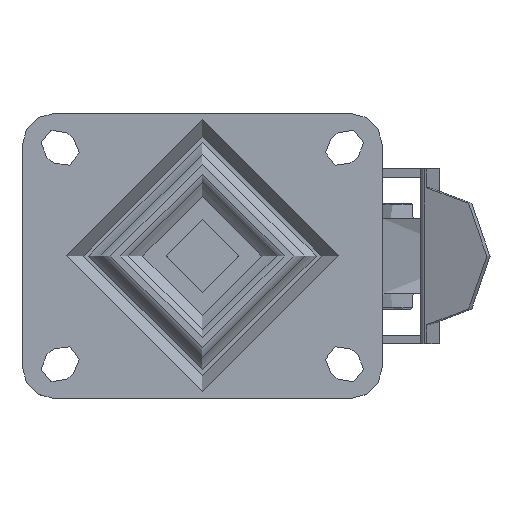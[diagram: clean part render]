
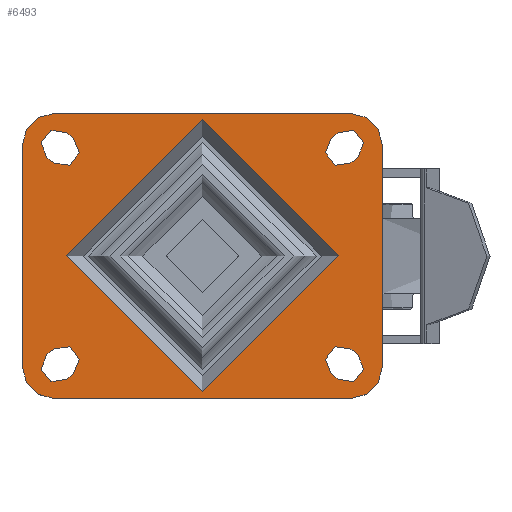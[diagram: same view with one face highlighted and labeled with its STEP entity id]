
A CAD part, top view. The second image highlights one B-rep face of the part: STEP entity #6493.
In plain terms, the highlighted planar face has unit normal (0, 0, 1).
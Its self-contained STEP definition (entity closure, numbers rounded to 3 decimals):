
#446=FACE_BOUND('',#1137,.T.);
#447=FACE_BOUND('',#1138,.T.);
#448=FACE_BOUND('',#1139,.T.);
#449=FACE_BOUND('',#1140,.T.);
#450=FACE_BOUND('',#1141,.T.);
#503=PLANE('',#7059);
#725=FACE_OUTER_BOUND('',#1136,.T.);
#1136=EDGE_LOOP('',(#4465,#4466,#4467,#4468,#4469,#4470,#4471,#4472));
#1137=EDGE_LOOP('',(#4473));
#1138=EDGE_LOOP('',(#4474,#4475,#4476,#4477));
#1139=EDGE_LOOP('',(#4478,#4479,#4480,#4481));
#1140=EDGE_LOOP('',(#4482,#4483,#4484,#4485));
#1141=EDGE_LOOP('',(#4486,#4487,#4488,#4489));
#1583=LINE('',#9795,#2000);
#1585=LINE('',#9803,#2002);
#1586=LINE('',#9808,#2003);
#1587=LINE('',#9812,#2004);
#1588=LINE('',#9814,#2005);
#1589=LINE('',#9815,#2006);
#1590=LINE('',#9816,#2007);
#1591=LINE('',#9817,#2008);
#1592=LINE('',#9818,#2009);
#1593=LINE('',#9819,#2010);
#1594=LINE('',#9820,#2011);
#1595=LINE('',#9821,#2012);
#2000=VECTOR('',#7877,1.);
#2002=VECTOR('',#7887,1.);
#2003=VECTOR('',#7892,1.);
#2004=VECTOR('',#7895,1.);
#2005=VECTOR('',#7898,1.);
#2006=VECTOR('',#7899,1.);
#2007=VECTOR('',#7900,1.);
#2008=VECTOR('',#7901,1.);
#2009=VECTOR('',#7902,1.);
#2010=VECTOR('',#7903,1.);
#2011=VECTOR('',#7904,1.);
#2012=VECTOR('',#7905,1.);
#2395=CIRCLE('',#6982,5.7);
#2396=CIRCLE('',#6984,5.7);
#2398=CIRCLE('',#6987,5.7);
#2401=CIRCLE('',#6991,5.7);
#2403=CIRCLE('',#6994,5.7);
#2404=CIRCLE('',#6996,5.7);
#2407=CIRCLE('',#7000,5.7);
#2408=CIRCLE('',#7002,5.7);
#2425=CIRCLE('',#7025,49.014);
#2445=CIRCLE('',#7060,12.);
#2446=CIRCLE('',#7061,12.);
#2447=CIRCLE('',#7062,12.);
#2448=CIRCLE('',#7063,12.);
#2735=VERTEX_POINT('',#9558);
#2736=VERTEX_POINT('',#9560);
#2737=VERTEX_POINT('',#9564);
#2738=VERTEX_POINT('',#9565);
#2741=VERTEX_POINT('',#9573);
#2742=VERTEX_POINT('',#9574);
#2747=VERTEX_POINT('',#9585);
#2748=VERTEX_POINT('',#9587);
#2751=VERTEX_POINT('',#9594);
#2752=VERTEX_POINT('',#9596);
#2753=VERTEX_POINT('',#9600);
#2754=VERTEX_POINT('',#9601);
#2759=VERTEX_POINT('',#9612);
#2760=VERTEX_POINT('',#9614);
#2761=VERTEX_POINT('',#9618);
#2762=VERTEX_POINT('',#9619);
#2775=VERTEX_POINT('',#9685);
#2792=VERTEX_POINT('',#9792);
#2793=VERTEX_POINT('',#9794);
#2794=VERTEX_POINT('',#9801);
#2795=VERTEX_POINT('',#9802);
#2796=VERTEX_POINT('',#9805);
#2797=VERTEX_POINT('',#9807);
#2798=VERTEX_POINT('',#9809);
#2799=VERTEX_POINT('',#9811);
#3367=EDGE_CURVE('',#2736,#2735,#2395,.T.);
#3369=EDGE_CURVE('',#2737,#2738,#2396,.T.);
#3373=EDGE_CURVE('',#2741,#2742,#2398,.T.);
#3379=EDGE_CURVE('',#2748,#2747,#2401,.T.);
#3383=EDGE_CURVE('',#2751,#2752,#2403,.T.);
#3385=EDGE_CURVE('',#2753,#2754,#2404,.T.);
#3391=EDGE_CURVE('',#2759,#2760,#2407,.T.);
#3393=EDGE_CURVE('',#2761,#2762,#2408,.T.);
#3414=EDGE_CURVE('',#2775,#2775,#2425,.T.);
#3439=EDGE_CURVE('',#2793,#2792,#1583,.T.);
#3441=EDGE_CURVE('',#2794,#2795,#1585,.T.);
#3442=EDGE_CURVE('',#2794,#2793,#2445,.T.);
#3443=EDGE_CURVE('',#2792,#2796,#2446,.T.);
#3444=EDGE_CURVE('',#2797,#2796,#1586,.T.);
#3445=EDGE_CURVE('',#2798,#2797,#2447,.T.);
#3446=EDGE_CURVE('',#2799,#2798,#1587,.T.);
#3447=EDGE_CURVE('',#2795,#2799,#2448,.T.);
#3448=EDGE_CURVE('',#2762,#2759,#1588,.T.);
#3449=EDGE_CURVE('',#2760,#2761,#1589,.T.);
#3450=EDGE_CURVE('',#2752,#2753,#1590,.T.);
#3451=EDGE_CURVE('',#2754,#2751,#1591,.T.);
#3452=EDGE_CURVE('',#2735,#2737,#1592,.T.);
#3453=EDGE_CURVE('',#2738,#2736,#1593,.T.);
#3454=EDGE_CURVE('',#2742,#2748,#1594,.T.);
#3455=EDGE_CURVE('',#2747,#2741,#1595,.T.);
#4465=ORIENTED_EDGE('',*,*,#3441,.F.);
#4466=ORIENTED_EDGE('',*,*,#3442,.T.);
#4467=ORIENTED_EDGE('',*,*,#3439,.T.);
#4468=ORIENTED_EDGE('',*,*,#3443,.T.);
#4469=ORIENTED_EDGE('',*,*,#3444,.F.);
#4470=ORIENTED_EDGE('',*,*,#3445,.F.);
#4471=ORIENTED_EDGE('',*,*,#3446,.F.);
#4472=ORIENTED_EDGE('',*,*,#3447,.F.);
#4473=ORIENTED_EDGE('',*,*,#3414,.F.);
#4474=ORIENTED_EDGE('',*,*,#3391,.F.);
#4475=ORIENTED_EDGE('',*,*,#3448,.F.);
#4476=ORIENTED_EDGE('',*,*,#3393,.F.);
#4477=ORIENTED_EDGE('',*,*,#3449,.F.);
#4478=ORIENTED_EDGE('',*,*,#3385,.F.);
#4479=ORIENTED_EDGE('',*,*,#3450,.F.);
#4480=ORIENTED_EDGE('',*,*,#3383,.F.);
#4481=ORIENTED_EDGE('',*,*,#3451,.F.);
#4482=ORIENTED_EDGE('',*,*,#3367,.T.);
#4483=ORIENTED_EDGE('',*,*,#3452,.T.);
#4484=ORIENTED_EDGE('',*,*,#3369,.T.);
#4485=ORIENTED_EDGE('',*,*,#3453,.T.);
#4486=ORIENTED_EDGE('',*,*,#3373,.T.);
#4487=ORIENTED_EDGE('',*,*,#3454,.T.);
#4488=ORIENTED_EDGE('',*,*,#3379,.T.);
#4489=ORIENTED_EDGE('',*,*,#3455,.T.);
#6493=ADVANCED_FACE('',(#725,#446,#447,#448,#449,#450),#503,.F.);
#6982=AXIS2_PLACEMENT_3D('',#9561,#7707,#7708);
#6984=AXIS2_PLACEMENT_3D('',#9566,#7712,#7713);
#6987=AXIS2_PLACEMENT_3D('',#9575,#7720,#7721);
#6991=AXIS2_PLACEMENT_3D('',#9588,#7731,#7732);
#6994=AXIS2_PLACEMENT_3D('',#9597,#7739,#7740);
#6996=AXIS2_PLACEMENT_3D('',#9602,#7744,#7745);
#7000=AXIS2_PLACEMENT_3D('',#9615,#7755,#7756);
#7002=AXIS2_PLACEMENT_3D('',#9620,#7760,#7761);
#7025=AXIS2_PLACEMENT_3D('',#9687,#7810,#7811);
#7059=AXIS2_PLACEMENT_3D('',#9800,#7885,#7886);
#7060=AXIS2_PLACEMENT_3D('',#9804,#7888,#7889);
#7061=AXIS2_PLACEMENT_3D('',#9806,#7890,#7891);
#7062=AXIS2_PLACEMENT_3D('',#9810,#7893,#7894);
#7063=AXIS2_PLACEMENT_3D('',#9813,#7896,#7897);
#7707=DIRECTION('center_axis',(0.,0.,-1.));
#7708=DIRECTION('ref_axis',(1.,0.,0.));
#7712=DIRECTION('center_axis',(0.,0.,-1.));
#7713=DIRECTION('ref_axis',(1.,0.,0.));
#7720=DIRECTION('center_axis',(0.,0.,-1.));
#7721=DIRECTION('ref_axis',(1.,0.,0.));
#7731=DIRECTION('center_axis',(0.,0.,-1.));
#7732=DIRECTION('ref_axis',(1.,0.,0.));
#7739=DIRECTION('center_axis',(0.,0.,1.));
#7740=DIRECTION('ref_axis',(1.,0.,0.));
#7744=DIRECTION('center_axis',(0.,0.,1.));
#7745=DIRECTION('ref_axis',(1.,0.,0.));
#7755=DIRECTION('center_axis',(0.,0.,1.));
#7756=DIRECTION('ref_axis',(1.,0.,0.));
#7760=DIRECTION('center_axis',(0.,0.,1.));
#7761=DIRECTION('ref_axis',(1.,0.,0.));
#7810=DIRECTION('center_axis',(0.,0.,1.));
#7811=DIRECTION('ref_axis',(-1.,0.,0.));
#7877=DIRECTION('',(1.,0.,0.));
#7885=DIRECTION('center_axis',(0.,0.,-1.));
#7886=DIRECTION('ref_axis',(0.,-1.,0.));
#7887=DIRECTION('',(0.,1.,0.));
#7888=DIRECTION('center_axis',(0.,0.,1.));
#7889=DIRECTION('ref_axis',(1.,0.,0.));
#7890=DIRECTION('center_axis',(0.,0.,1.));
#7891=DIRECTION('ref_axis',(1.,0.,0.));
#7892=DIRECTION('',(0.,-1.,0.));
#7893=DIRECTION('center_axis',(0.,0.,-1.));
#7894=DIRECTION('ref_axis',(1.,0.,0.));
#7895=DIRECTION('',(1.,0.,0.));
#7896=DIRECTION('center_axis',(0.,0.,-1.));
#7897=DIRECTION('ref_axis',(1.,0.,0.));
#7898=DIRECTION('',(-0.781,-0.625,0.));
#7899=DIRECTION('',(0.781,0.625,0.));
#7900=DIRECTION('',(0.781,-0.625,0.));
#7901=DIRECTION('',(-0.781,0.625,0.));
#7902=DIRECTION('',(0.781,-0.625,0.));
#7903=DIRECTION('',(-0.781,0.625,0.));
#7904=DIRECTION('',(-0.781,-0.625,0.));
#7905=DIRECTION('',(0.781,0.625,0.));
#9558=CARTESIAN_POINT('',(-27.536,161.729,0.));
#9560=CARTESIAN_POINT('',(-34.657,152.827,0.));
#9561=CARTESIAN_POINT('Origin',(-31.097,157.278,0.));
#9564=CARTESIAN_POINT('',(-25.036,159.729,0.));
#9565=CARTESIAN_POINT('',(-32.157,150.827,0.));
#9566=CARTESIAN_POINT('Origin',(-28.597,155.278,0.));
#9573=CARTESIAN_POINT('',(-134.657,161.729,0.));
#9574=CARTESIAN_POINT('',(-127.536,152.827,0.));
#9575=CARTESIAN_POINT('Origin',(-131.097,157.278,0.));
#9585=CARTESIAN_POINT('',(-137.157,159.729,0.));
#9587=CARTESIAN_POINT('',(-130.036,150.827,0.));
#9588=CARTESIAN_POINT('Origin',(-133.597,155.278,0.));
#9594=CARTESIAN_POINT('',(-130.036,239.729,0.));
#9596=CARTESIAN_POINT('',(-137.157,230.827,0.));
#9597=CARTESIAN_POINT('Origin',(-133.597,235.278,0.));
#9600=CARTESIAN_POINT('',(-134.657,228.827,0.));
#9601=CARTESIAN_POINT('',(-127.536,237.729,0.));
#9602=CARTESIAN_POINT('Origin',(-131.097,233.278,0.));
#9612=CARTESIAN_POINT('',(-34.657,237.729,0.));
#9614=CARTESIAN_POINT('',(-27.536,228.827,0.));
#9615=CARTESIAN_POINT('Origin',(-31.097,233.278,0.));
#9618=CARTESIAN_POINT('',(-25.036,230.827,0.));
#9619=CARTESIAN_POINT('',(-32.157,239.729,0.));
#9620=CARTESIAN_POINT('Origin',(-28.597,235.278,0.));
#9685=CARTESIAN_POINT('',(-130.11,195.278,0.));
#9687=CARTESIAN_POINT('Origin',(-81.097,195.278,0.));
#9792=CARTESIAN_POINT('',(-28.097,143.778,0.));
#9794=CARTESIAN_POINT('',(-134.097,143.778,0.));
#9795=CARTESIAN_POINT('',(-81.097,143.778,0.));
#9800=CARTESIAN_POINT('Origin',(-130.11,195.278,0.));
#9801=CARTESIAN_POINT('',(-146.097,155.778,0.));
#9802=CARTESIAN_POINT('',(-146.097,234.778,0.));
#9803=CARTESIAN_POINT('',(-146.097,195.278,0.));
#9804=CARTESIAN_POINT('Origin',(-134.097,155.778,0.));
#9805=CARTESIAN_POINT('',(-16.097,155.778,0.));
#9806=CARTESIAN_POINT('Origin',(-28.097,155.778,0.));
#9807=CARTESIAN_POINT('',(-16.097,234.778,0.));
#9808=CARTESIAN_POINT('',(-16.097,234.778,0.));
#9809=CARTESIAN_POINT('',(-28.097,246.778,0.));
#9810=CARTESIAN_POINT('Origin',(-28.097,234.778,0.));
#9811=CARTESIAN_POINT('',(-134.097,246.778,0.));
#9812=CARTESIAN_POINT('',(-81.097,246.778,0.));
#9813=CARTESIAN_POINT('Origin',(-134.097,234.778,0.));
#9814=CARTESIAN_POINT('',(-32.157,239.729,0.));
#9815=CARTESIAN_POINT('',(-27.536,228.827,0.));
#9816=CARTESIAN_POINT('',(-137.157,230.827,0.));
#9817=CARTESIAN_POINT('',(-127.536,237.729,0.));
#9818=CARTESIAN_POINT('',(-27.536,161.729,0.));
#9819=CARTESIAN_POINT('',(-32.157,150.827,0.));
#9820=CARTESIAN_POINT('',(-127.536,152.827,0.));
#9821=CARTESIAN_POINT('',(-137.157,159.729,0.));
